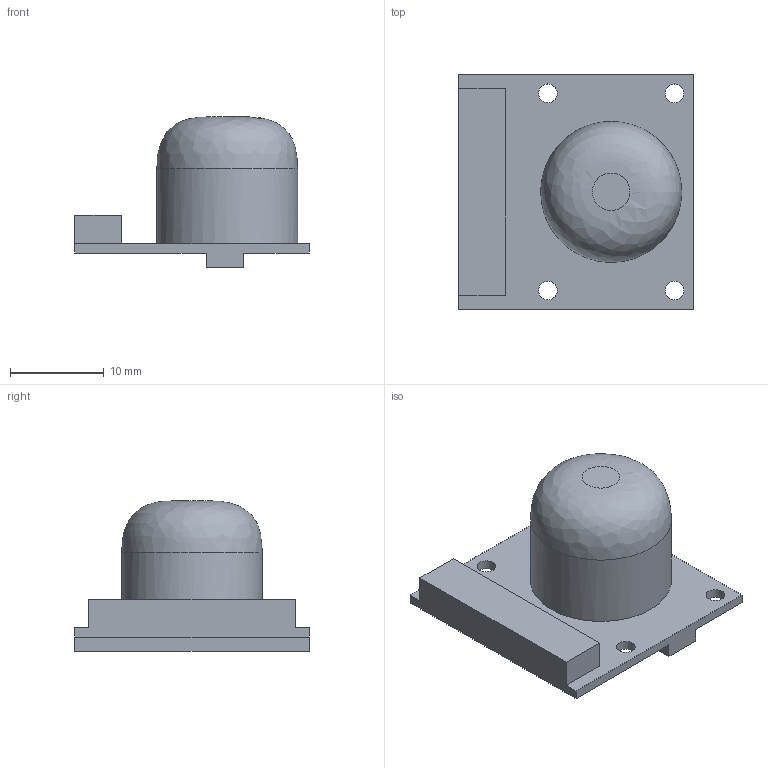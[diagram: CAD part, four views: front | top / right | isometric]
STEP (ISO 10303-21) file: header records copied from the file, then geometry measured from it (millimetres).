
FILE_DESCRIPTION(/* description */ (''),/* implementation_level */ '2;1');
FILE_NAME(/* name */ 'IMX219.step',/* time_stamp */ '2024-09-27T16:26:59+02:00',/* author */ (''),/* organization */ (''),/* preprocessor_version */ 'ST-DEVELOPER v20',/* originating_system */ 'Autodesk Translation Framework v13.20.0.188',/* authorisation */ '');
FILE_SCHEMA (('AUTOMOTIVE_DESIGN { 1 0 10303 214 3 1 1 }'));
Length unit declared in the file: millimetre
Products named in the file (1): #BLY10.B.V0x01 - Camera
Bounding box: 25 x 25 x 16 mm (x, y, z)
Volume: 3286.5 mm3; surface area: 2130.9 mm2
Topology: 1 solids, 1 shells, 21 faces, 53 edges, 35 vertices
Faces by surface type: plane 15, cylinder 5, bspline 1
Full cylindrical faces by diameter (mm): 2 x4, 15 x1
Entity records: 813 total; most frequent: CARTESIAN_POINT 248, ORIENTED_EDGE 106, DIRECTION 101, EDGE_CURVE 53, LINE 41, VECTOR 41, VERTEX_POINT 35, EDGE_LOOP 30
